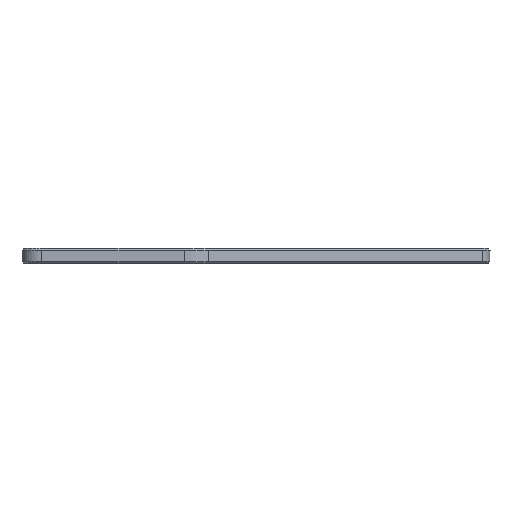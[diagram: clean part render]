
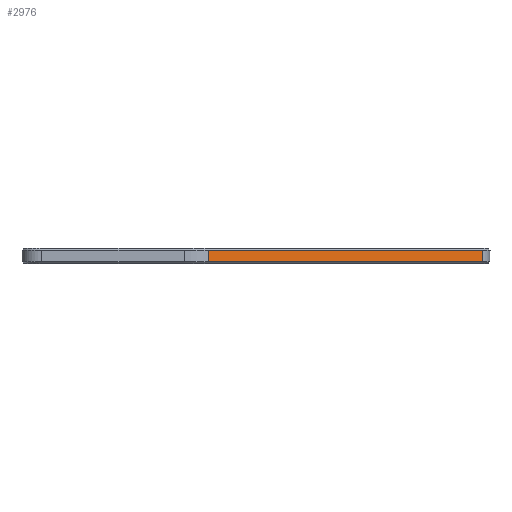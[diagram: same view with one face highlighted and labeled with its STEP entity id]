
A CAD part, left-side view. The second image highlights one B-rep face of the part: STEP entity #2976.
In plain terms, the highlighted planar face has unit normal (-0.793, -0.609, 0).
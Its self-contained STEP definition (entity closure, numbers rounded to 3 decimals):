
#67=PLANE('',#3223);
#211=FACE_OUTER_BOUND('',#403,.T.);
#403=EDGE_LOOP('',(#2378,#2379,#2380,#2381));
#853=LINE('',#8413,#1037);
#875=LINE('',#8472,#1059);
#876=LINE('',#8476,#1060);
#877=LINE('',#8477,#1061);
#1037=VECTOR('',#3708,10.);
#1059=VECTOR('',#3774,10.);
#1060=VECTOR('',#3779,10.);
#1061=VECTOR('',#3780,10.);
#1364=VERTEX_POINT('',#8407);
#1365=VERTEX_POINT('',#8411);
#1380=VERTEX_POINT('',#8471);
#1381=VERTEX_POINT('',#8475);
#1752=EDGE_CURVE('',#1364,#1365,#853,.T.);
#1781=EDGE_CURVE('',#1365,#1380,#875,.T.);
#1783=EDGE_CURVE('',#1381,#1364,#876,.T.);
#1784=EDGE_CURVE('',#1380,#1381,#877,.T.);
#2378=ORIENTED_EDGE('',*,*,#1752,.F.);
#2379=ORIENTED_EDGE('',*,*,#1783,.F.);
#2380=ORIENTED_EDGE('',*,*,#1784,.F.);
#2381=ORIENTED_EDGE('',*,*,#1781,.F.);
#2976=ADVANCED_FACE('',(#211),#67,.T.);
#3223=AXIS2_PLACEMENT_3D('',#8474,#3777,#3778);
#3708=DIRECTION('',(-0.609,0.793,0.));
#3774=DIRECTION('',(0.,0.,1.));
#3777=DIRECTION('center_axis',(-0.793,-0.609,0.));
#3778=DIRECTION('ref_axis',(0.609,-0.793,0.));
#3779=DIRECTION('',(0.,0.,-1.));
#3780=DIRECTION('',(0.609,-0.793,0.));
#8407=CARTESIAN_POINT('',(1.236,126.171,26.5));
#8411=CARTESIAN_POINT('',(-52.728,196.373,26.5));
#8413=CARTESIAN_POINT('',(-38.997,178.511,26.5));
#8471=CARTESIAN_POINT('',(-52.728,196.373,29.5));
#8472=CARTESIAN_POINT('',(-52.728,196.373,26.));
#8474=CARTESIAN_POINT('Origin',(-52.728,196.373,26.));
#8475=CARTESIAN_POINT('',(1.236,126.171,29.5));
#8476=CARTESIAN_POINT('',(1.236,126.171,26.));
#8477=CARTESIAN_POINT('',(-38.997,178.511,29.5));
